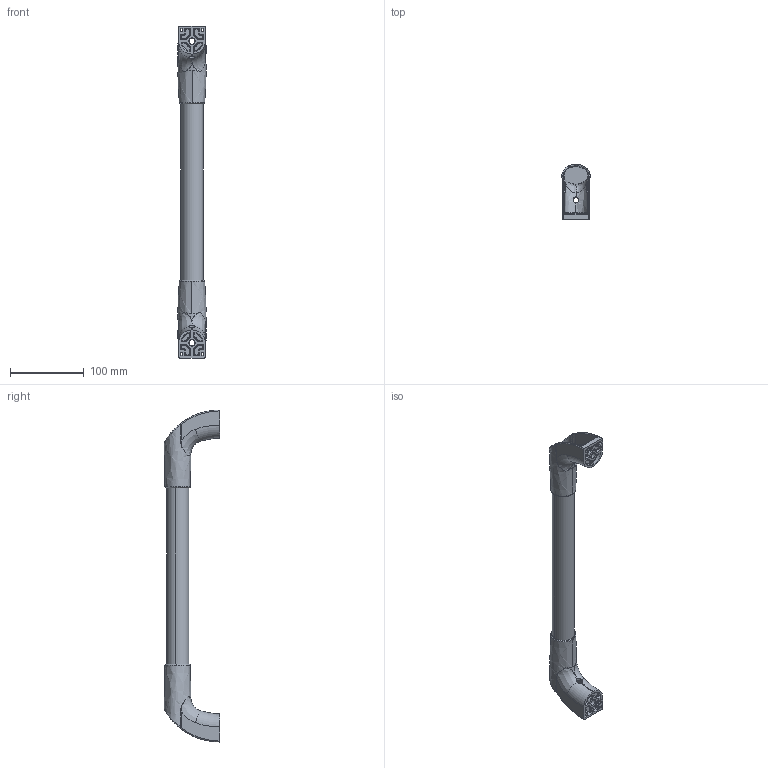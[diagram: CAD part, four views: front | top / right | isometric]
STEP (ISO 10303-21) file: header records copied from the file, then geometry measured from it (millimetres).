
FILE_DESCRIPTION (( 'STEP AP214' ), '1' );
FILE_NAME ('092013s400.STEP', '2014-03-18T09:38:58', ( '' ), ( '' ), 'SwSTEP 2.0', 'SolidWorks 2014', '' );
FILE_SCHEMA (( 'AUTOMOTIVE_DESIGN' ));
Length unit declared in the file: millimetre
Products named in the file (3): 092013 (---c) (---a) (---e) (---s)_blank; 092013; 092013s400
Assembly tree (3 placements, depth 2):
  092013s400
    092013  x2
    092013 (---c) (---a) (---e) (---s)_blank
Bounding box: 38.12 x 75 x 449.19 mm (x, y, z)
Volume: 112521.8 mm3; surface area: 103982.4 mm2
Topology: 3 solids, 3 shells, 324 faces, 826 edges, 506 vertices
Faces by surface type: bspline 122, plane 76, cylinder 58, cone 36, torus 32
Entity records: 9306 total; most frequent: CARTESIAN_POINT 5715, ORIENTED_EDGE 834, DIRECTION 604, EDGE_CURVE 417, VERTEX_POINT 257, AXIS2_PLACEMENT_3D 245, EDGE_LOOP 176, FACE_OUTER_BOUND 165
